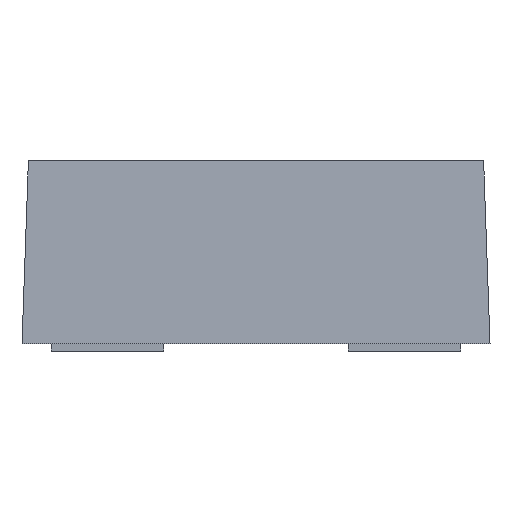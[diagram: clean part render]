
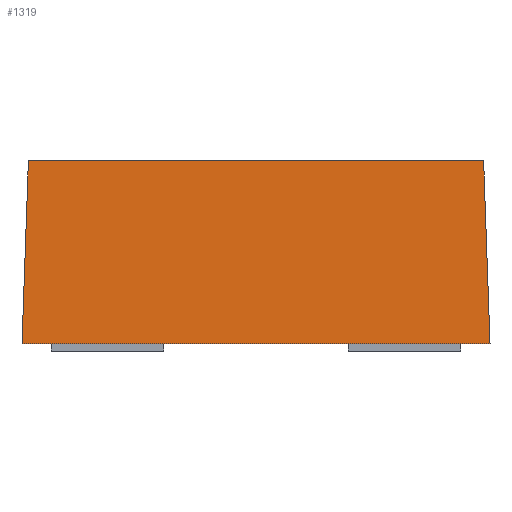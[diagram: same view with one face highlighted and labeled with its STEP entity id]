
A CAD part, front view. The second image highlights one B-rep face of the part: STEP entity #1319.
In plain terms, the highlighted planar face has unit normal (0, -0.999, 0.035).
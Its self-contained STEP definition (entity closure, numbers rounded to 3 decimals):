
#330 = VERTEX_POINT('',#331);
#331 = CARTESIAN_POINT('',(-1.556,-1.556,1.3));
#337 = EDGE_CURVE('',#330,#338,#340,.T.);
#338 = VERTEX_POINT('',#339);
#339 = CARTESIAN_POINT('',(1.556,-1.556,1.3));
#340 = LINE('',#341,#342);
#341 = CARTESIAN_POINT('',(1.6,-1.556,1.3));
#342 = VECTOR('',#343,1.);
#343 = DIRECTION('',(1.,0.,0.));
#1319 = ADVANCED_FACE('',(#1320),#1345,.T.);
#1320 = FACE_BOUND('',#1321,.T.);
#1321 = EDGE_LOOP('',(#1322,#1323,#1331,#1339));
#1322 = ORIENTED_EDGE('',*,*,#337,.F.);
#1323 = ORIENTED_EDGE('',*,*,#1324,.T.);
#1324 = EDGE_CURVE('',#330,#1325,#1327,.T.);
#1325 = VERTEX_POINT('',#1326);
#1326 = CARTESIAN_POINT('',(-1.6,-1.6,0.05));
#1327 = LINE('',#1328,#1329);
#1328 = CARTESIAN_POINT('',(-1.556,-1.556,1.3));
#1329 = VECTOR('',#1330,1.);
#1330 = DIRECTION('',(-0.035,-0.035,
    -0.999));
#1331 = ORIENTED_EDGE('',*,*,#1332,.T.);
#1332 = EDGE_CURVE('',#1325,#1333,#1335,.T.);
#1333 = VERTEX_POINT('',#1334);
#1334 = CARTESIAN_POINT('',(1.6,-1.6,0.05));
#1335 = LINE('',#1336,#1337);
#1336 = CARTESIAN_POINT('',(-1.6,-1.6,0.05));
#1337 = VECTOR('',#1338,1.);
#1338 = DIRECTION('',(1.,0.,0.));
#1339 = ORIENTED_EDGE('',*,*,#1340,.T.);
#1340 = EDGE_CURVE('',#1333,#338,#1341,.T.);
#1341 = LINE('',#1342,#1343);
#1342 = CARTESIAN_POINT('',(1.6,-1.6,0.05));
#1343 = VECTOR('',#1344,1.);
#1344 = DIRECTION('',(-0.035,0.035,
    0.999));
#1345 = PLANE('',#1346);
#1346 = AXIS2_PLACEMENT_3D('',#1347,#1348,#1349);
#1347 = CARTESIAN_POINT('',(-1.6,-1.6,0.05));
#1348 = DIRECTION('',(0.,-0.999,0.035));
#1349 = DIRECTION('',(0.,-0.035,-0.999));
